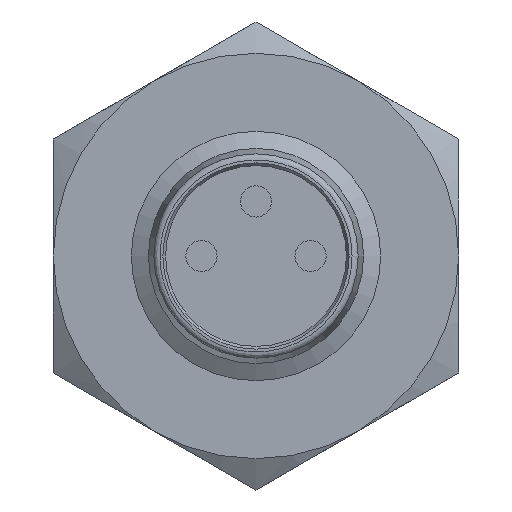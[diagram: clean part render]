
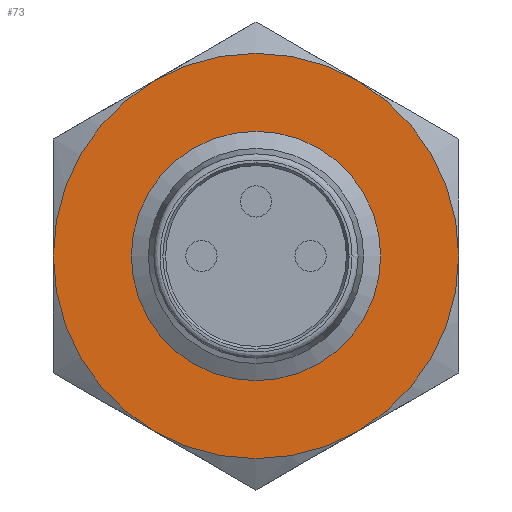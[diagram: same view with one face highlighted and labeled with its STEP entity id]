
A CAD part, front view. The second image highlights one B-rep face of the part: STEP entity #73.
In plain terms, the highlighted planar face has unit normal (0, -1, 0).
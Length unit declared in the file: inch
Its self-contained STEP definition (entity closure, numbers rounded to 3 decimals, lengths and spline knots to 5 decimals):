
#7 = ORIENTED_EDGE ( 'NONE', *, *, #1609, .F. ) ;
#15 = AXIS2_PLACEMENT_3D ( 'NONE', #620, #1671, #902 ) ;
#66 = AXIS2_PLACEMENT_3D ( 'NONE', #1497, #1051, #1016 ) ;
#73 = ADVANCED_FACE ( 'NONE', ( #786, #1979 ), #590, .F. ) ;
#111 = CARTESIAN_POINT ( 'NONE',  ( 0., 0.79921, 0. ) ) ;
#123 = DIRECTION ( 'NONE',  ( -1., 0., 0. ) ) ;
#136 = EDGE_CURVE ( 'NONE', #1080, #1068, #1659, .T. ) ;
#190 = CARTESIAN_POINT ( 'NONE',  ( 0.25591, 0.79921, 0. ) ) ;
#268 = DIRECTION ( 'NONE',  ( -1., 0., 0. ) ) ;
#364 = VERTEX_POINT ( 'NONE', #1822 ) ;
#416 = EDGE_LOOP ( 'NONE', ( #850 ) ) ;
#436 = CARTESIAN_POINT ( 'NONE',  ( 0., 0.79921, 0. ) ) ;
#440 = CIRCLE ( 'NONE', #693, 0.15748 ) ;
#538 = DIRECTION ( 'NONE',  ( -1., 0., 0. ) ) ;
#590 = PLANE ( 'NONE',  #15 ) ;
#595 = CARTESIAN_POINT ( 'NONE',  ( 0., 0.79921, 0. ) ) ;
#600 = CIRCLE ( 'NONE', #1991, 0.25591 ) ;
#617 = VERTEX_POINT ( 'NONE', #1574 ) ;
#620 = CARTESIAN_POINT ( 'NONE',  ( 0., 0.79921, 0.25591 ) ) ;
#659 = CARTESIAN_POINT ( 'NONE',  ( 0., 0.79921, 0. ) ) ;
#680 = DIRECTION ( 'NONE',  ( 0., 1., 0. ) ) ;
#689 = AXIS2_PLACEMENT_3D ( 'NONE', #659, #954, #977 ) ;
#693 = AXIS2_PLACEMENT_3D ( 'NONE', #1484, #680, #1213 ) ;
#786 = FACE_BOUND ( 'NONE', #416, .T. ) ;
#850 = ORIENTED_EDGE ( 'NONE', *, *, #1199, .T. ) ;
#902 = DIRECTION ( 'NONE',  ( -1., 0., 0. ) ) ;
#954 = DIRECTION ( 'NONE',  ( 0., 1., 0. ) ) ;
#977 = DIRECTION ( 'NONE',  ( -1., 0., 0. ) ) ;
#1005 = DIRECTION ( 'NONE',  ( 0., 1., 0. ) ) ;
#1016 = DIRECTION ( 'NONE',  ( -1., 0., 0. ) ) ;
#1051 = DIRECTION ( 'NONE',  ( 0., 1., 0. ) ) ;
#1068 = VERTEX_POINT ( 'NONE', #1270 ) ;
#1080 = VERTEX_POINT ( 'NONE', #1290 ) ;
#1084 = CARTESIAN_POINT ( 'NONE',  ( -0.15748, 0.79921, 0. ) ) ;
#1126 = DIRECTION ( 'NONE',  ( -1., 0., 0. ) ) ;
#1178 = EDGE_CURVE ( 'NONE', #1770, #617, #1244, .T. ) ;
#1199 = EDGE_CURVE ( 'NONE', #1559, #1559, #440, .T. ) ;
#1205 = ORIENTED_EDGE ( 'NONE', *, *, #1265, .F. ) ;
#1213 = DIRECTION ( 'NONE',  ( -1., 0., 0. ) ) ;
#1220 = CIRCLE ( 'NONE', #66, 0.25591 ) ;
#1228 = EDGE_CURVE ( 'NONE', #617, #364, #600, .T. ) ;
#1244 = CIRCLE ( 'NONE', #1405, 0.25591 ) ;
#1265 = EDGE_CURVE ( 'NONE', #1602, #1770, #1378, .T. ) ;
#1270 = CARTESIAN_POINT ( 'NONE',  ( -0.12795, 0.79921, 0.22162 ) ) ;
#1271 = ORIENTED_EDGE ( 'NONE', *, *, #1228, .F. ) ;
#1290 = CARTESIAN_POINT ( 'NONE',  ( -0.25591, 0.79921, 0. ) ) ;
#1317 = AXIS2_PLACEMENT_3D ( 'NONE', #1888, #1612, #1126 ) ;
#1359 = ORIENTED_EDGE ( 'NONE', *, *, #1178, .F. ) ;
#1378 = CIRCLE ( 'NONE', #1901, 0.25591 ) ;
#1405 = AXIS2_PLACEMENT_3D ( 'NONE', #436, #1005, #538 ) ;
#1469 = CARTESIAN_POINT ( 'NONE',  ( 0.12795, 0.79921, 0.22162 ) ) ;
#1484 = CARTESIAN_POINT ( 'NONE',  ( 0., 0.79921, 0. ) ) ;
#1497 = CARTESIAN_POINT ( 'NONE',  ( 0., 0.79921, 0. ) ) ;
#1527 = EDGE_CURVE ( 'NONE', #1068, #1602, #1670, .T. ) ;
#1559 = VERTEX_POINT ( 'NONE', #1084 ) ;
#1574 = CARTESIAN_POINT ( 'NONE',  ( 0.12795, 0.79921, -0.22162 ) ) ;
#1580 = ORIENTED_EDGE ( 'NONE', *, *, #136, .F. ) ;
#1602 = VERTEX_POINT ( 'NONE', #1469 ) ;
#1609 = EDGE_CURVE ( 'NONE', #364, #1080, #1220, .T. ) ;
#1612 = DIRECTION ( 'NONE',  ( 0., 1., 0. ) ) ;
#1647 = DIRECTION ( 'NONE',  ( 0., 1., 0. ) ) ;
#1659 = CIRCLE ( 'NONE', #689, 0.25591 ) ;
#1670 = CIRCLE ( 'NONE', #1317, 0.25591 ) ;
#1671 = DIRECTION ( 'NONE',  ( 0., 1., 0. ) ) ;
#1677 = DIRECTION ( 'NONE',  ( 0., 1., 0. ) ) ;
#1770 = VERTEX_POINT ( 'NONE', #190 ) ;
#1822 = CARTESIAN_POINT ( 'NONE',  ( -0.12795, 0.79921, -0.22162 ) ) ;
#1823 = EDGE_LOOP ( 'NONE', ( #1858, #1580, #7, #1271, #1359, #1205 ) ) ;
#1858 = ORIENTED_EDGE ( 'NONE', *, *, #1527, .F. ) ;
#1888 = CARTESIAN_POINT ( 'NONE',  ( 0., 0.79921, 0. ) ) ;
#1901 = AXIS2_PLACEMENT_3D ( 'NONE', #111, #1677, #123 ) ;
#1979 = FACE_OUTER_BOUND ( 'NONE', #1823, .T. ) ;
#1991 = AXIS2_PLACEMENT_3D ( 'NONE', #595, #1647, #268 ) ;
